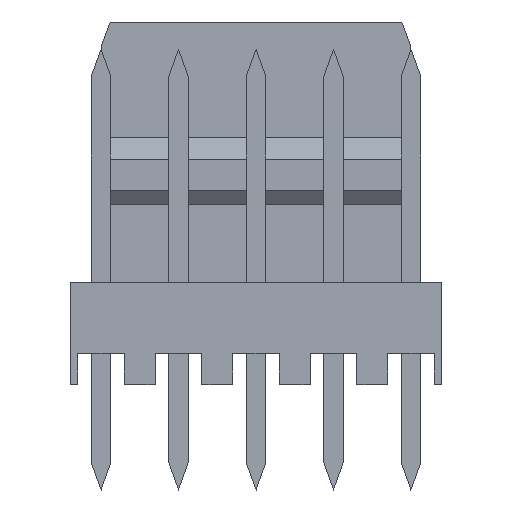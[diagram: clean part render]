
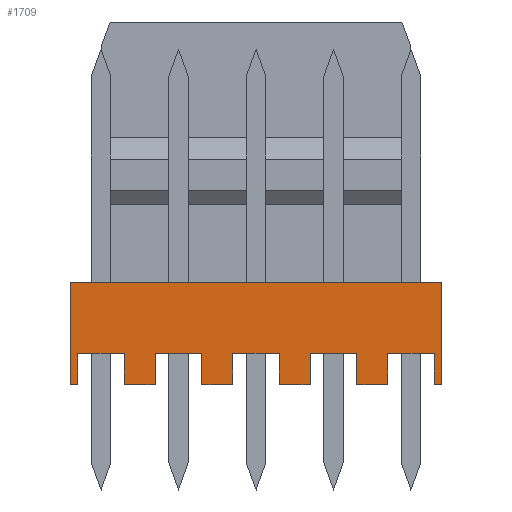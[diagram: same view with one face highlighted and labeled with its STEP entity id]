
A CAD part, top view. The second image highlights one B-rep face of the part: STEP entity #1709.
In plain terms, the highlighted planar face has unit normal (0, 0, 1).
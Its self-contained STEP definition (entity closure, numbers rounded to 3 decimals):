
#1=DIRECTION('',(0.,-1.,0.));
#2=VECTOR('',#1,3.3);
#3=CARTESIAN_POINT('',(-6.,1.65,2.95));
#4=LINE('',#3,#2);
#26=DIRECTION('',(0.,1.,0.));
#27=VECTOR('',#26,1.);
#28=CARTESIAN_POINT('',(-4.25,-1.65,2.95));
#29=LINE('',#28,#27);
#30=DIRECTION('',(-1.,0.,0.));
#31=VECTOR('',#30,1.5);
#32=CARTESIAN_POINT('',(-4.25,-0.65,2.95));
#33=LINE('',#32,#31);
#34=DIRECTION('',(0.,1.,0.));
#35=VECTOR('',#34,1.);
#36=CARTESIAN_POINT('',(-5.75,-1.65,2.95));
#37=LINE('',#36,#35);
#38=DIRECTION('',(1.,0.,0.));
#39=VECTOR('',#38,12.);
#40=CARTESIAN_POINT('',(-6.,1.65,2.95));
#41=LINE('',#40,#39);
#42=DIRECTION('',(0.,1.,0.));
#43=VECTOR('',#42,1.);
#44=CARTESIAN_POINT('',(5.75,-1.65,2.95));
#45=LINE('',#44,#43);
#46=DIRECTION('',(-1.,0.,0.));
#47=VECTOR('',#46,1.5);
#48=CARTESIAN_POINT('',(5.75,-0.65,2.95));
#49=LINE('',#48,#47);
#50=DIRECTION('',(0.,1.,0.));
#51=VECTOR('',#50,1.);
#52=CARTESIAN_POINT('',(4.25,-1.65,2.95));
#53=LINE('',#52,#51);
#54=DIRECTION('',(0.,1.,0.));
#55=VECTOR('',#54,1.);
#56=CARTESIAN_POINT('',(3.25,-1.65,2.95));
#57=LINE('',#56,#55);
#58=DIRECTION('',(-1.,0.,0.));
#59=VECTOR('',#58,1.5);
#60=CARTESIAN_POINT('',(3.25,-0.65,2.95));
#61=LINE('',#60,#59);
#62=DIRECTION('',(0.,1.,0.));
#63=VECTOR('',#62,1.);
#64=CARTESIAN_POINT('',(1.75,-1.65,2.95));
#65=LINE('',#64,#63);
#66=DIRECTION('',(0.,1.,0.));
#67=VECTOR('',#66,1.);
#68=CARTESIAN_POINT('',(0.75,-1.65,2.95));
#69=LINE('',#68,#67);
#70=DIRECTION('',(-1.,0.,0.));
#71=VECTOR('',#70,1.5);
#72=CARTESIAN_POINT('',(0.75,-0.65,2.95));
#73=LINE('',#72,#71);
#74=DIRECTION('',(0.,1.,0.));
#75=VECTOR('',#74,1.);
#76=CARTESIAN_POINT('',(-0.75,-1.65,2.95));
#77=LINE('',#76,#75);
#78=DIRECTION('',(0.,1.,0.));
#79=VECTOR('',#78,1.);
#80=CARTESIAN_POINT('',(-1.75,-1.65,2.95));
#81=LINE('',#80,#79);
#82=DIRECTION('',(-1.,0.,0.));
#83=VECTOR('',#82,1.5);
#84=CARTESIAN_POINT('',(-1.75,-0.65,2.95));
#85=LINE('',#84,#83);
#86=DIRECTION('',(0.,1.,0.));
#87=VECTOR('',#86,1.);
#88=CARTESIAN_POINT('',(-3.25,-1.65,2.95));
#89=LINE('',#88,#87);
#94=DIRECTION('',(1.,0.,0.));
#95=VECTOR('',#94,0.25);
#96=CARTESIAN_POINT('',(5.75,-1.65,2.95));
#97=LINE('',#96,#95);
#102=DIRECTION('',(1.,0.,0.));
#103=VECTOR('',#102,1.);
#104=CARTESIAN_POINT('',(3.25,-1.65,2.95));
#105=LINE('',#104,#103);
#114=DIRECTION('',(1.,0.,0.));
#115=VECTOR('',#114,1.);
#116=CARTESIAN_POINT('',(0.75,-1.65,2.95));
#117=LINE('',#116,#115);
#126=DIRECTION('',(1.,0.,0.));
#127=VECTOR('',#126,1.);
#128=CARTESIAN_POINT('',(-1.75,-1.65,2.95));
#129=LINE('',#128,#127);
#138=DIRECTION('',(1.,0.,0.));
#139=VECTOR('',#138,1.);
#140=CARTESIAN_POINT('',(-4.25,-1.65,2.95));
#141=LINE('',#140,#139);
#150=DIRECTION('',(1.,0.,0.));
#151=VECTOR('',#150,0.25);
#152=CARTESIAN_POINT('',(-6.,-1.65,2.95));
#153=LINE('',#152,#151);
#558=DIRECTION('',(0.,-1.,0.));
#559=VECTOR('',#558,3.3);
#560=CARTESIAN_POINT('',(6.,1.65,2.95));
#561=LINE('',#560,#559);
#1227=CARTESIAN_POINT('',(-6.,1.65,2.95));
#1228=CARTESIAN_POINT('',(-6.,-1.65,2.95));
#1229=VERTEX_POINT('',#1227);
#1230=VERTEX_POINT('',#1228);
#1239=CARTESIAN_POINT('',(6.,1.65,2.95));
#1240=CARTESIAN_POINT('',(6.,-1.65,2.95));
#1241=VERTEX_POINT('',#1239);
#1242=VERTEX_POINT('',#1240);
#1387=CARTESIAN_POINT('',(5.75,-1.65,2.95));
#1388=CARTESIAN_POINT('',(5.75,-0.65,2.95));
#1389=VERTEX_POINT('',#1387);
#1390=VERTEX_POINT('',#1388);
#1391=CARTESIAN_POINT('',(4.25,-0.65,2.95));
#1392=VERTEX_POINT('',#1391);
#1393=CARTESIAN_POINT('',(4.25,-1.65,2.95));
#1394=VERTEX_POINT('',#1393);
#1403=CARTESIAN_POINT('',(3.25,-1.65,2.95));
#1404=CARTESIAN_POINT('',(3.25,-0.65,2.95));
#1405=VERTEX_POINT('',#1403);
#1406=VERTEX_POINT('',#1404);
#1407=CARTESIAN_POINT('',(1.75,-0.65,2.95));
#1408=VERTEX_POINT('',#1407);
#1409=CARTESIAN_POINT('',(1.75,-1.65,2.95));
#1410=VERTEX_POINT('',#1409);
#1419=CARTESIAN_POINT('',(0.75,-1.65,2.95));
#1420=CARTESIAN_POINT('',(0.75,-0.65,2.95));
#1421=VERTEX_POINT('',#1419);
#1422=VERTEX_POINT('',#1420);
#1423=CARTESIAN_POINT('',(-0.75,-0.65,2.95));
#1424=VERTEX_POINT('',#1423);
#1425=CARTESIAN_POINT('',(-0.75,-1.65,2.95));
#1426=VERTEX_POINT('',#1425);
#1435=CARTESIAN_POINT('',(-1.75,-1.65,2.95));
#1436=CARTESIAN_POINT('',(-1.75,-0.65,2.95));
#1437=VERTEX_POINT('',#1435);
#1438=VERTEX_POINT('',#1436);
#1439=CARTESIAN_POINT('',(-3.25,-0.65,2.95));
#1440=VERTEX_POINT('',#1439);
#1441=CARTESIAN_POINT('',(-3.25,-1.65,2.95));
#1442=VERTEX_POINT('',#1441);
#1451=CARTESIAN_POINT('',(-4.25,-1.65,2.95));
#1452=CARTESIAN_POINT('',(-4.25,-0.65,2.95));
#1453=VERTEX_POINT('',#1451);
#1454=VERTEX_POINT('',#1452);
#1455=CARTESIAN_POINT('',(-5.75,-0.65,2.95));
#1456=VERTEX_POINT('',#1455);
#1457=CARTESIAN_POINT('',(-5.75,-1.65,2.95));
#1458=VERTEX_POINT('',#1457);
#1655=CARTESIAN_POINT('',(-6.,1.65,2.95));
#1656=DIRECTION('',(0.,0.,1.));
#1657=DIRECTION('',(0.,-1.,0.));
#1658=AXIS2_PLACEMENT_3D('',#1655,#1656,#1657);
#1659=PLANE('',#1658);
#1661=ORIENTED_EDGE('',*,*,#1660,.T.);
#1663=ORIENTED_EDGE('',*,*,#1662,.T.);
#1665=ORIENTED_EDGE('',*,*,#1664,.F.);
#1667=ORIENTED_EDGE('',*,*,#1666,.F.);
#1668=ORIENTED_EDGE('',*,*,#1640,.F.);
#1670=ORIENTED_EDGE('',*,*,#1669,.T.);
#1672=ORIENTED_EDGE('',*,*,#1671,.T.);
#1674=ORIENTED_EDGE('',*,*,#1673,.F.);
#1676=ORIENTED_EDGE('',*,*,#1675,.T.);
#1678=ORIENTED_EDGE('',*,*,#1677,.T.);
#1680=ORIENTED_EDGE('',*,*,#1679,.F.);
#1682=ORIENTED_EDGE('',*,*,#1681,.F.);
#1684=ORIENTED_EDGE('',*,*,#1683,.T.);
#1686=ORIENTED_EDGE('',*,*,#1685,.T.);
#1688=ORIENTED_EDGE('',*,*,#1687,.F.);
#1690=ORIENTED_EDGE('',*,*,#1689,.F.);
#1692=ORIENTED_EDGE('',*,*,#1691,.T.);
#1694=ORIENTED_EDGE('',*,*,#1693,.T.);
#1696=ORIENTED_EDGE('',*,*,#1695,.F.);
#1698=ORIENTED_EDGE('',*,*,#1697,.F.);
#1700=ORIENTED_EDGE('',*,*,#1699,.T.);
#1702=ORIENTED_EDGE('',*,*,#1701,.T.);
#1704=ORIENTED_EDGE('',*,*,#1703,.F.);
#1706=ORIENTED_EDGE('',*,*,#1705,.F.);
#1707=EDGE_LOOP('',(#1661,#1663,#1665,#1667,#1668,#1670,#1672,#1674,#1676,#1678,
#1680,#1682,#1684,#1686,#1688,#1690,#1692,#1694,#1696,#1698,#1700,#1702,#1704,
#1706));
#1708=FACE_OUTER_BOUND('',#1707,.F.);
#1709=ADVANCED_FACE('',(#1708),#1659,.T.);
#1640=EDGE_CURVE('',#1229,#1230,#4,.T.);
#1660=EDGE_CURVE('',#1453,#1454,#29,.T.);
#1662=EDGE_CURVE('',#1454,#1456,#33,.T.);
#1664=EDGE_CURVE('',#1458,#1456,#37,.T.);
#1666=EDGE_CURVE('',#1230,#1458,#153,.T.);
#1669=EDGE_CURVE('',#1229,#1241,#41,.T.);
#1671=EDGE_CURVE('',#1241,#1242,#561,.T.);
#1673=EDGE_CURVE('',#1389,#1242,#97,.T.);
#1675=EDGE_CURVE('',#1389,#1390,#45,.T.);
#1677=EDGE_CURVE('',#1390,#1392,#49,.T.);
#1679=EDGE_CURVE('',#1394,#1392,#53,.T.);
#1681=EDGE_CURVE('',#1405,#1394,#105,.T.);
#1683=EDGE_CURVE('',#1405,#1406,#57,.T.);
#1685=EDGE_CURVE('',#1406,#1408,#61,.T.);
#1687=EDGE_CURVE('',#1410,#1408,#65,.T.);
#1689=EDGE_CURVE('',#1421,#1410,#117,.T.);
#1691=EDGE_CURVE('',#1421,#1422,#69,.T.);
#1693=EDGE_CURVE('',#1422,#1424,#73,.T.);
#1695=EDGE_CURVE('',#1426,#1424,#77,.T.);
#1697=EDGE_CURVE('',#1437,#1426,#129,.T.);
#1699=EDGE_CURVE('',#1437,#1438,#81,.T.);
#1701=EDGE_CURVE('',#1438,#1440,#85,.T.);
#1703=EDGE_CURVE('',#1442,#1440,#89,.T.);
#1705=EDGE_CURVE('',#1453,#1442,#141,.T.);
